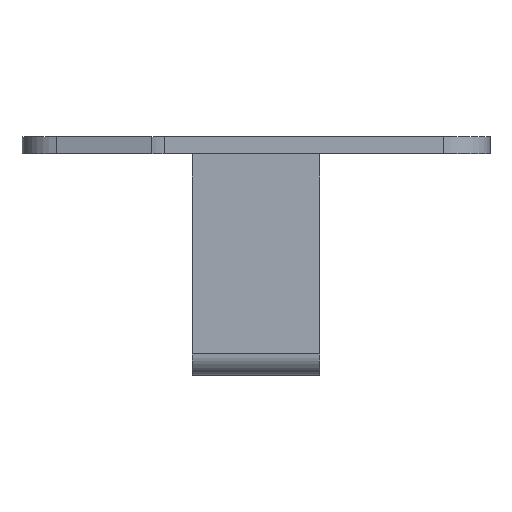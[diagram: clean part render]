
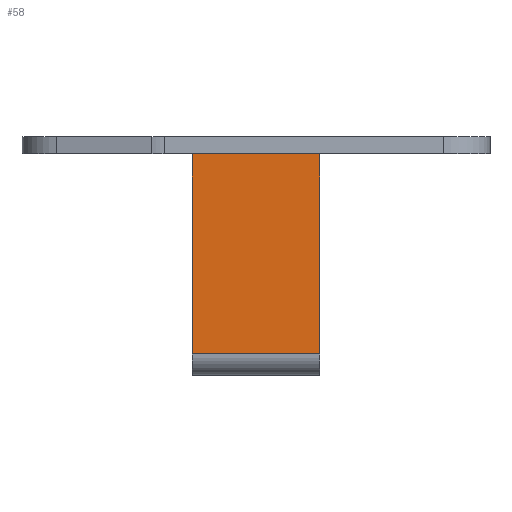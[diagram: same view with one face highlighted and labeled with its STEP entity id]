
A CAD part, left-side view. The second image highlights one B-rep face of the part: STEP entity #58.
In plain terms, the highlighted planar face has unit normal (-1, 0, 0).
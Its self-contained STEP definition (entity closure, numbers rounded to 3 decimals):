
#58=ADVANCED_FACE('',(#247),#249,.F.);
#247=FACE_BOUND('',#248,.T.);
#248=EDGE_LOOP('',(#1347,#1348,#1349,#1350));
#249=PLANE('',#250);
#250=AXIS2_PLACEMENT_3D('',#251,#252,#253);
#251=CARTESIAN_POINT('',(-27.,20.004,-50.243));
#252=DIRECTION('',(1.,0.,0.));
#253=DIRECTION('',(0.,0.,-1.));
#1347=ORIENTED_EDGE('',*,*,#2170,.T.);
#1348=ORIENTED_EDGE('',*,*,#2183,.F.);
#1349=ORIENTED_EDGE('',*,*,#2184,.T.);
#1350=ORIENTED_EDGE('',*,*,#2185,.F.);
#2170=EDGE_CURVE('',#2602,#2606,#2608,.T.);
#2183=EDGE_CURVE('',#2629,#2606,#2630,.T.);
#2184=EDGE_CURVE('',#2629,#2631,#2632,.T.);
#2185=EDGE_CURVE('',#2602,#2631,#2633,.T.);
#2602=VERTEX_POINT('',#3330);
#2606=VERTEX_POINT('',#3338);
#2608=LINE('',#3342,#3343);
#2629=VERTEX_POINT('',#3389);
#2630=LINE('',#3390,#3391);
#2631=VERTEX_POINT('',#3393);
#2632=LINE('',#3394,#3395);
#2633=LINE('',#3397,#3398);
#3330=CARTESIAN_POINT('',(-27.,20.004,0.));
#3338=CARTESIAN_POINT('',(-27.,35.004,0.));
#3342=CARTESIAN_POINT('',(-27.,20.004,0.));
#3343=VECTOR('',#3344,1.);
#3344=DIRECTION('',(0.,1.,0.));
#3389=CARTESIAN_POINT('',(-27.,35.004,-23.5));
#3390=CARTESIAN_POINT('',(-27.,35.004,-23.5));
#3391=VECTOR('',#3392,1.);
#3392=DIRECTION('',(0.,0.,1.));
#3393=CARTESIAN_POINT('',(-27.,20.004,-23.5));
#3394=CARTESIAN_POINT('',(-27.,35.004,-23.5));
#3395=VECTOR('',#3396,1.);
#3396=DIRECTION('',(0.,-1.,0.));
#3397=CARTESIAN_POINT('',(-27.,20.004,0.));
#3398=VECTOR('',#3399,1.);
#3399=DIRECTION('',(0.,0.,-1.));
